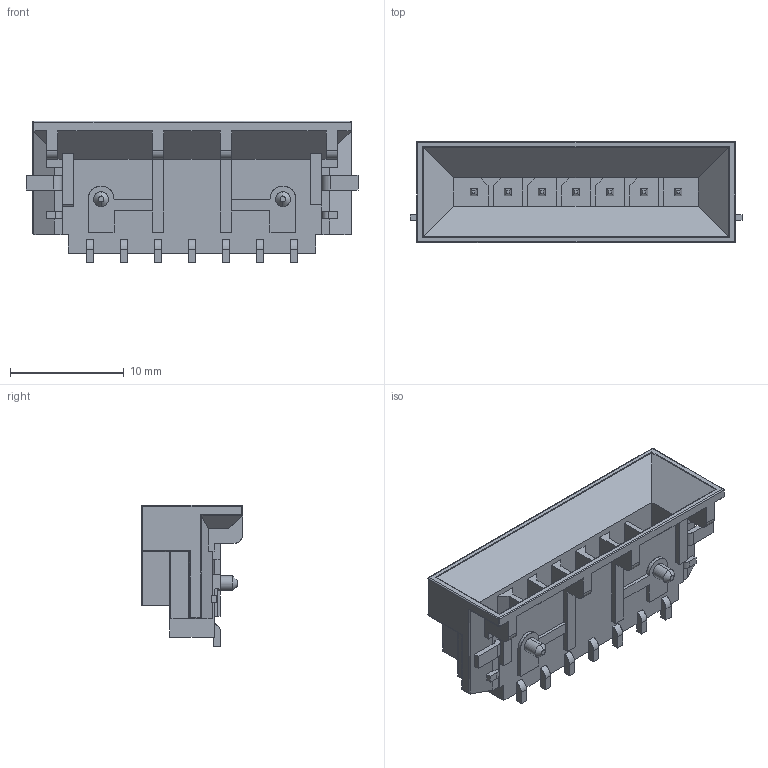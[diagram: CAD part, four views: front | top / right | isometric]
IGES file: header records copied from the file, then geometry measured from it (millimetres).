
Start section: SolidWorks IGES file using analytic representation for surfaces
Global section: file name: 466220702.IGS; native system: SolidWorks 2014; preprocessor: SolidWorks 2014; author: shane_sorenson; date: 180403.140948; units: millimetre
Bounding box: 29.2 x 8.9 x 12.44 mm (x, y, z)
Surface area: 1979.4 mm2 (no closed solid volume)
Topology: 0 solids, 0 shells, 315 faces, 1991 edges, 1987 vertices
Faces by surface type: bspline 251, revolution 64
